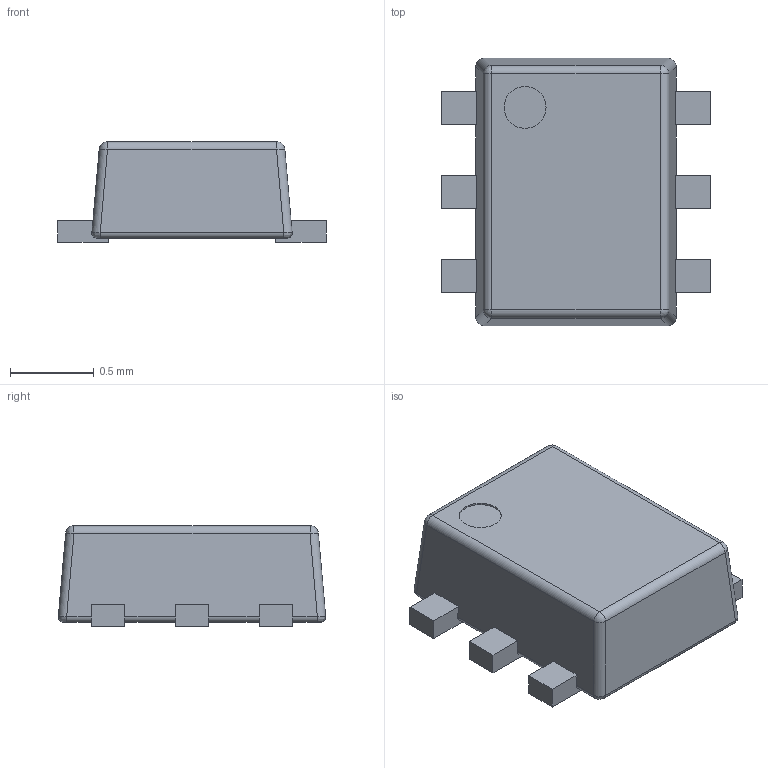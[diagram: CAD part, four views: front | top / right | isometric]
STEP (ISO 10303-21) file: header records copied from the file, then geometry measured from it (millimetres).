
FILE_DESCRIPTION(/* description */ (''),/* implementation_level */ '2;1');
FILE_NAME(/* name */ 'TI - SOT-563 DRL.step',/* time_stamp */ '2020-04-02T12:49:56+01:00',/* author */ (''),/* organization */ (''),/* preprocessor_version */ 'ST-DEVELOPER v18',/* originating_system */ 'Autodesk Translation Framework v8.12.0.6',/* authorisation */ '');
FILE_SCHEMA (('AUTOMOTIVE_DESIGN { 1 0 10303 214 3 1 1 }'));
Length unit declared in the file: millimetre
Products named in the file (1): TI - SOT563 DRL
Bounding box: 1.6 x 1.59 x 0.6 mm (x, y, z)
Volume: 1.1 mm3; surface area: 7.4 mm2
Topology: 1 solids, 1 shells, 70 faces, 181 edges, 114 vertices
Faces by surface type: plane 43, cylinder 19, bspline 4, sphere 4
Full cylindrical faces by diameter (mm): 0.25 x1
Entity records: 2299 total; most frequent: CARTESIAN_POINT 482, ORIENTED_EDGE 362, DIRECTION 357, EDGE_CURVE 181, LINE 139, VECTOR 139, VERTEX_POINT 114, AXIS2_PLACEMENT_3D 109
